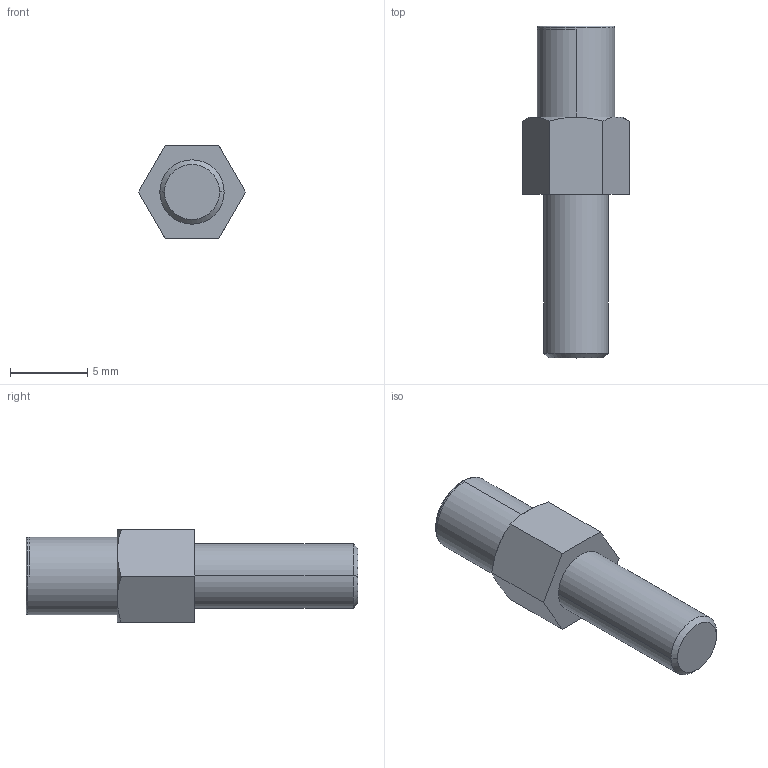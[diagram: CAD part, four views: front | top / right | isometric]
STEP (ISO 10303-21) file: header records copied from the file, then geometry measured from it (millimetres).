
FILE_DESCRIPTION((''),'2;1');
FILE_NAME('00112030502','2020-02-04T',('presta_be4'),(''),'CREO PARAMETRIC BY PTC INC, 2018360','CREO PARAMETRIC BY PTC INC, 2018360','');
FILE_SCHEMA(('CONFIG_CONTROL_DESIGN'));
Length unit declared in the file: millimetre
Products named in the file (1): 00112030502
Bounding box: 6.94 x 21.51 x 6.01 mm (x, y, z)
Volume: 311.4 mm3; surface area: 797.1 mm2
Topology: 1 solids, 1 shells, 108 faces, 281 edges, 181 vertices
Faces by surface type: plane 42, cylinder 37, cone 19, torus 6, bspline 4
Entity records: 4432 total; most frequent: CARTESIAN_POINT 1812, ORIENTED_EDGE 558, DIRECTION 514, EDGE_CURVE 279, AXIS2_PLACEMENT_3D 207, VERTEX_POINT 181, EDGE_LOOP 122, FACE_OUTER_BOUND 108
